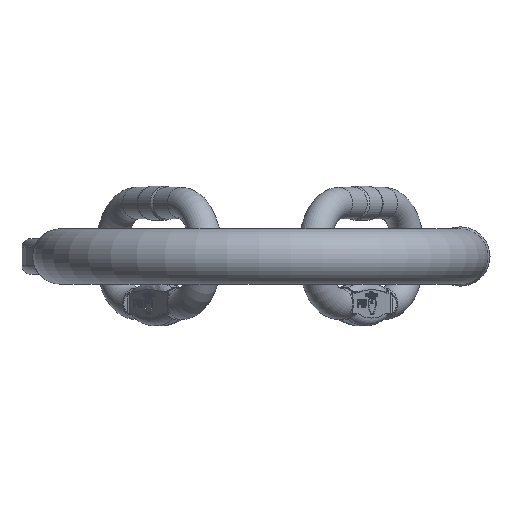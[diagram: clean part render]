
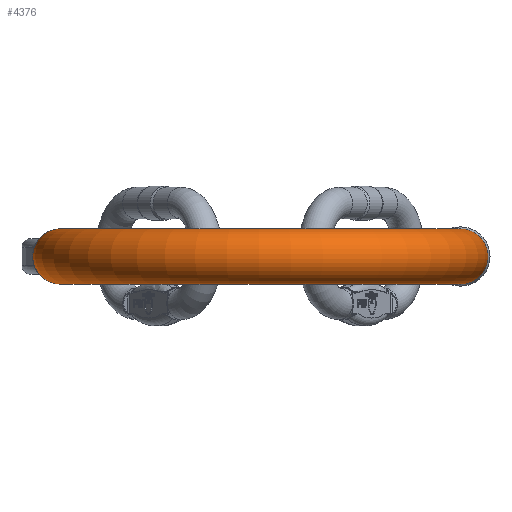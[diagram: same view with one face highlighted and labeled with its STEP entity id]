
A CAD part, front view. The second image highlights one B-rep face of the part: STEP entity #4376.
In plain terms, the highlighted toroidal (fillet/blend) face has major radius 145 mm and minor radius 20 mm.
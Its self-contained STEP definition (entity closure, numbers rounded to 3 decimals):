
#3570=TOROIDAL_SURFACE('',#33489,145.,20.);
#4376=ADVANCED_FACE('',(#5600,#5601),#3570,.T.);
#5402=CIRCLE('',#33475,20.);
#5404=CIRCLE('',#33483,20.);
#5600=FACE_BOUND('',#6507,.T.);
#5601=FACE_BOUND('',#6508,.T.);
#6507=EDGE_LOOP('',(#20078));
#6508=EDGE_LOOP('',(#20079));
#20078=ORIENTED_EDGE('',*,*,#29993,.T.);
#20079=ORIENTED_EDGE('',*,*,#30027,.F.);
#26220=VERTEX_POINT('',#47528);
#26254=VERTEX_POINT('',#47698);
#29993=EDGE_CURVE('',#26220,#26220,#5402,.T.);
#30027=EDGE_CURVE('',#26254,#26254,#5404,.T.);
#33475=AXIS2_PLACEMENT_3D('',#47527,#38157,#38158);
#33483=AXIS2_PLACEMENT_3D('',#47697,#38181,#38182);
#33489=AXIS2_PLACEMENT_3D('',#47707,#38193,#38194);
#38157=DIRECTION('',(0.,-1.,0.));
#38158=DIRECTION('',(0.,0.,-1.));
#38181=DIRECTION('',(0.,1.,0.));
#38182=DIRECTION('',(0.,0.,-1.));
#38193=DIRECTION('',(0.,0.,1.));
#38194=DIRECTION('',(1.,0.,0.));
#47527=CARTESIAN_POINT('',(-145.,-105.,0.));
#47528=CARTESIAN_POINT('',(-145.,-105.,-20.));
#47697=CARTESIAN_POINT('',(145.,-105.,0.));
#47698=CARTESIAN_POINT('',(145.,-105.,-20.));
#47707=CARTESIAN_POINT('',(0.,-105.,0.));
